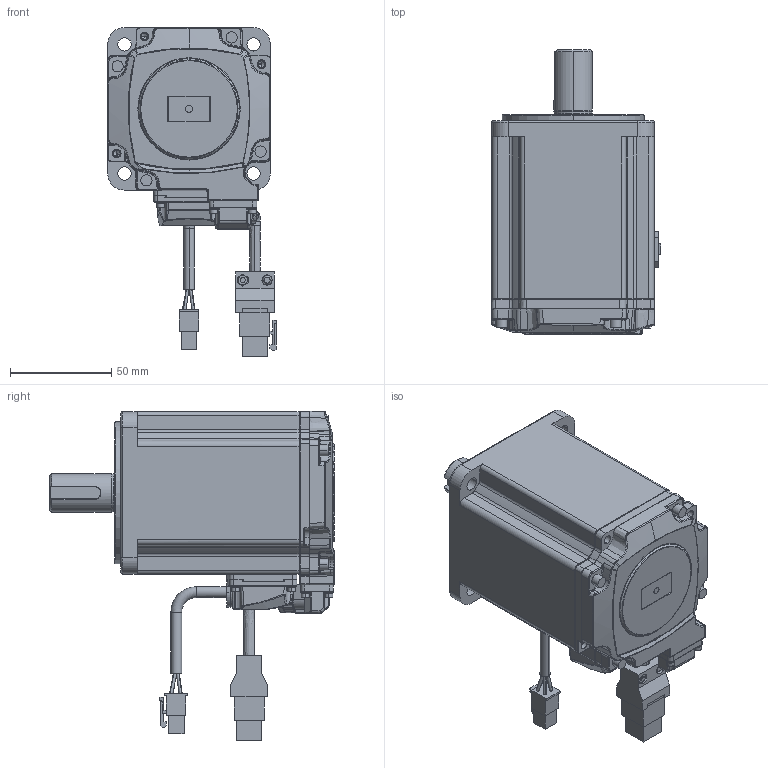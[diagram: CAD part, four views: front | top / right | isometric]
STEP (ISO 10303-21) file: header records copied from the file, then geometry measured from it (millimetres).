
FILE_DESCRIPTION(('HOOPS Exchange Step'),'2;1');
FILE_NAME('export-1E426D49-E3D6-4C22-A124-3E5CB7BCA1C1.stp','2024-12-08T10:38:54+01:00',('Engineering'),('Alibre'),'HOOPS Exchange 2024.3','Alibre','Unknown authorisation');
FILE_SCHEMA( ('AP242_MANAGED_MODEL_BASED_3D_ENGINEERING_MIM_LF {1 0 10303 442 1 1 4 }') );
Length unit declared in the file: millimetre
Products named in the file (1): 6741 AC Servo Motor 750W ECM-B3M-CA0807RS1 (24-bit ABS Encoder)
Bounding box: 83.41 x 140.15 x 162.4 mm (x, y, z)
Surface area: 76102.3 mm2 (no closed solid volume)
Topology: 0 solids, 1582 shells, 1616 faces, 7727 edges, 7656 vertices
Faces by surface type: plane 518, cylinder 492, bspline 229, torus 203, cone 148, sphere 26
Entity records: 106645 total; most frequent: CARTESIAN_POINT 46348, DIRECTION 11124, ORIENTED_EDGE 7722, EDGE_CURVE 7688, VERTEX_POINT 7654, AXIS2_PLACEMENT_3D 3919, VECTOR 3286, LINE 3286
